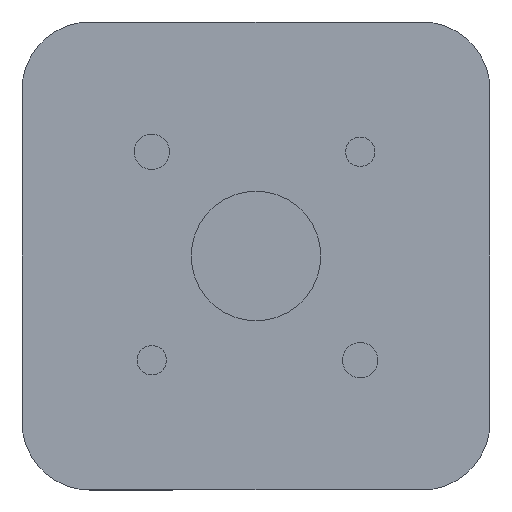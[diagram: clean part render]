
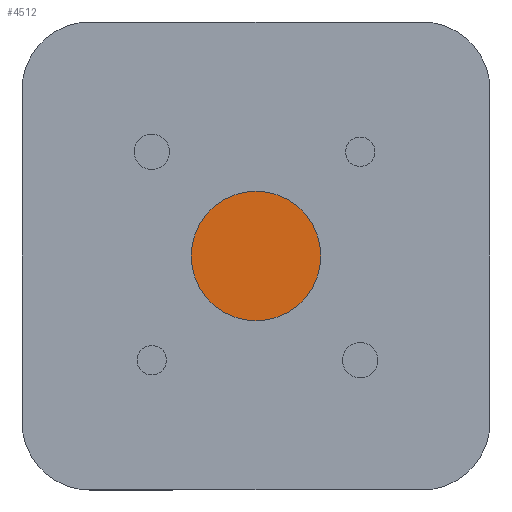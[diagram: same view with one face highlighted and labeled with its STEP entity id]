
A CAD part, left-side view. The second image highlights one B-rep face of the part: STEP entity #4512.
In plain terms, the highlighted planar face has unit normal (-1, 0, 0).
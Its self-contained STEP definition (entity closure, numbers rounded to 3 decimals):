
#1748 = AXIS2_PLACEMENT_3D ( 'NONE', #3341, #3356, #3357 ) ;
#1752 = AXIS2_PLACEMENT_3D ( 'NONE', #3375, #3383, #3384 ) ;
#3341 = CARTESIAN_POINT ( 'NONE',  ( -19.821, 0., 0. ) ) ;
#3356 = DIRECTION ( 'NONE',  ( -1., 0., 0. ) ) ;
#3357 = DIRECTION ( 'NONE',  ( 0., 0., 1. ) ) ;
#3375 = CARTESIAN_POINT ( 'NONE',  ( -19.821, 0., 0. ) ) ;
#3383 = DIRECTION ( 'NONE',  ( -1., 0., 0. ) ) ;
#3384 = DIRECTION ( 'NONE',  ( 0., 0., 1. ) ) ;
#3971 = CIRCLE ( 'NONE', #1748, 11. ) ;
#3985 = CIRCLE ( 'NONE', #1752, 11. ) ;
#4512 = ADVANCED_FACE ( 'NONE', ( #6072 ), #4847, .F. ) ;
#4828 = DIRECTION ( 'NONE',  ( 0., 0., -1. ) ) ;
#4847 = PLANE ( 'NONE',  #5711 ) ;
#5054 = DIRECTION ( 'NONE',  ( 1., 0., 0. ) ) ;
#5397 = EDGE_CURVE ( 'NONE', #8010, #8013, #3971, .T. ) ;
#5408 = EDGE_CURVE ( 'NONE', #8013, #8010, #3985, .T. ) ;
#5570 = CARTESIAN_POINT ( 'NONE',  ( -19.821, 11., 0. ) ) ;
#5711 = AXIS2_PLACEMENT_3D ( 'NONE', #5570, #5054, #4828 ) ;
#6072 = FACE_OUTER_BOUND ( 'NONE', #8326, .T. ) ;
#8010 = VERTEX_POINT ( 'NONE', #10625 ) ;
#8013 = VERTEX_POINT ( 'NONE', #10628 ) ;
#8326 = EDGE_LOOP ( 'NONE', ( #9194, #9193 ) ) ;
#9193 = ORIENTED_EDGE ( 'NONE', *, *, #5397, .T. ) ;
#9194 = ORIENTED_EDGE ( 'NONE', *, *, #5408, .T. ) ;
#10625 = CARTESIAN_POINT ( 'NONE',  ( -19.821, 0., -11. ) ) ;
#10628 = CARTESIAN_POINT ( 'NONE',  ( -19.821, 0., 11. ) ) ;
